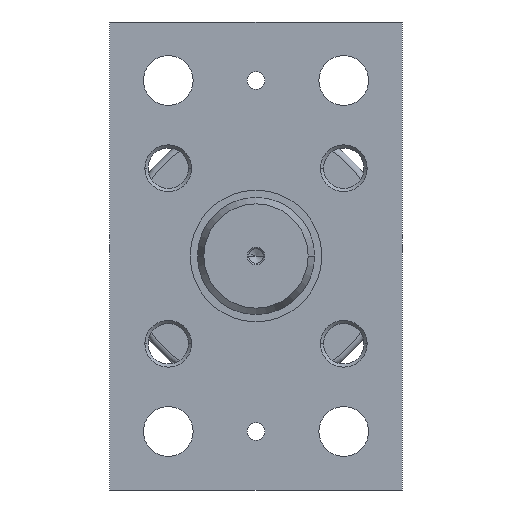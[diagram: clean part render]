
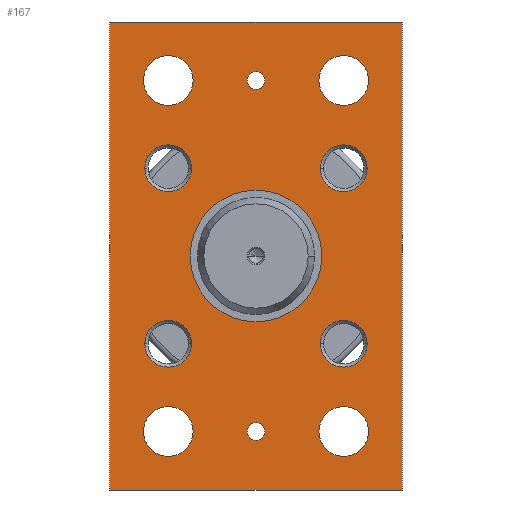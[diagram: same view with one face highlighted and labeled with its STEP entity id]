
A CAD part, left-side view. The second image highlights one B-rep face of the part: STEP entity #167.
In plain terms, the highlighted planar face has unit normal (-1, 0, 0).
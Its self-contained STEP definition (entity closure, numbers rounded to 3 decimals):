
#167=ADVANCED_FACE('',(#384,#385,#386,#387,#388,#389,#390,#391,#392,#393,#394,#395),#396,.F.);
#384=FACE_BOUND('',#650,.T.);
#385=FACE_BOUND('',#651,.T.);
#386=FACE_BOUND('',#652,.T.);
#387=FACE_BOUND('',#653,.T.);
#388=FACE_BOUND('',#654,.T.);
#389=FACE_BOUND('',#655,.T.);
#390=FACE_BOUND('',#656,.T.);
#391=FACE_BOUND('',#657,.T.);
#392=FACE_BOUND('',#658,.T.);
#393=FACE_BOUND('',#659,.T.);
#394=FACE_BOUND('',#660,.T.);
#395=FACE_OUTER_BOUND('',#661,.T.);
#396=PLANE('',#662);
#650=EDGE_LOOP('',(#1090,#1091));
#651=EDGE_LOOP('',(#1092,#1093));
#652=EDGE_LOOP('',(#1094,#1095));
#653=EDGE_LOOP('',(#1096,#1097));
#654=EDGE_LOOP('',(#1098,#1099));
#655=EDGE_LOOP('',(#1100,#1101));
#656=EDGE_LOOP('',(#1102,#1103));
#657=EDGE_LOOP('',(#1104,#1105));
#658=EDGE_LOOP('',(#1106,#1107));
#659=EDGE_LOOP('',(#1108,#1109));
#660=EDGE_LOOP('',(#1110,#1111));
#661=EDGE_LOOP('',(#1112,#1113,#1114,#1115));
#662=AXIS2_PLACEMENT_3D('',#1116,#1117,#1118);
#1090=ORIENTED_EDGE('',*,*,#1558,.T.);
#1091=ORIENTED_EDGE('',*,*,#1626,.T.);
#1092=ORIENTED_EDGE('',*,*,#1627,.T.);
#1093=ORIENTED_EDGE('',*,*,#1628,.T.);
#1094=ORIENTED_EDGE('',*,*,#1571,.T.);
#1095=ORIENTED_EDGE('',*,*,#1629,.T.);
#1096=ORIENTED_EDGE('',*,*,#1630,.T.);
#1097=ORIENTED_EDGE('',*,*,#1543,.T.);
#1098=ORIENTED_EDGE('',*,*,#1631,.T.);
#1099=ORIENTED_EDGE('',*,*,#1632,.T.);
#1100=ORIENTED_EDGE('',*,*,#1633,.T.);
#1101=ORIENTED_EDGE('',*,*,#1608,.T.);
#1102=ORIENTED_EDGE('',*,*,#1634,.T.);
#1103=ORIENTED_EDGE('',*,*,#1635,.T.);
#1104=ORIENTED_EDGE('',*,*,#1636,.T.);
#1105=ORIENTED_EDGE('',*,*,#1599,.T.);
#1106=ORIENTED_EDGE('',*,*,#1637,.T.);
#1107=ORIENTED_EDGE('',*,*,#1638,.T.);
#1108=ORIENTED_EDGE('',*,*,#1639,.T.);
#1109=ORIENTED_EDGE('',*,*,#1640,.T.);
#1110=ORIENTED_EDGE('',*,*,#1641,.T.);
#1111=ORIENTED_EDGE('',*,*,#1613,.T.);
#1112=ORIENTED_EDGE('',*,*,#1642,.T.);
#1113=ORIENTED_EDGE('',*,*,#1479,.T.);
#1114=ORIENTED_EDGE('',*,*,#1534,.T.);
#1115=ORIENTED_EDGE('',*,*,#1643,.T.);
#1116=CARTESIAN_POINT('',(-20.0,0.0,0.0));
#1117=DIRECTION('',(1.0,0.0,0.));
#1118=DIRECTION('',(0.,0.0,-1.0));
#1479=EDGE_CURVE('',#1747,#1745,#1748,.T.);
#1534=EDGE_CURVE('',#1745,#1839,#1841,.T.);
#1543=EDGE_CURVE('',#1855,#1853,#1856,.T.);
#1558=EDGE_CURVE('',#1874,#1878,#1880,.T.);
#1571=EDGE_CURVE('',#1894,#1898,#1900,.T.);
#1599=EDGE_CURVE('',#1945,#1947,#1949,.T.);
#1608=EDGE_CURVE('',#1958,#1960,#1962,.T.);
#1613=EDGE_CURVE('',#1965,#1969,#1971,.T.);
#1626=EDGE_CURVE('',#1878,#1874,#1986,.T.);
#1627=EDGE_CURVE('',#1987,#1988,#1989,.T.);
#1628=EDGE_CURVE('',#1988,#1987,#1990,.T.);
#1629=EDGE_CURVE('',#1898,#1894,#1991,.T.);
#1630=EDGE_CURVE('',#1853,#1855,#1992,.T.);
#1631=EDGE_CURVE('',#1993,#1994,#1995,.T.);
#1632=EDGE_CURVE('',#1994,#1993,#1996,.T.);
#1633=EDGE_CURVE('',#1960,#1958,#1997,.T.);
#1634=EDGE_CURVE('',#1998,#1999,#2000,.T.);
#1635=EDGE_CURVE('',#1999,#1998,#2001,.T.);
#1636=EDGE_CURVE('',#1947,#1945,#2002,.T.);
#1637=EDGE_CURVE('',#2003,#2004,#2005,.T.);
#1638=EDGE_CURVE('',#2004,#2003,#2006,.T.);
#1639=EDGE_CURVE('',#2007,#2008,#2009,.T.);
#1640=EDGE_CURVE('',#2008,#2007,#2010,.T.);
#1641=EDGE_CURVE('',#1969,#1965,#2011,.T.);
#1642=EDGE_CURVE('',#2012,#1747,#2013,.T.);
#1643=EDGE_CURVE('',#1839,#2012,#2014,.T.);
#1745=VERTEX_POINT('',#2121);
#1747=VERTEX_POINT('',#2124);
#1748=LINE('',#2125,#2126);
#1839=VERTEX_POINT('',#2231);
#1841=LINE('',#2234,#2235);
#1853=VERTEX_POINT('',#2248);
#1855=VERTEX_POINT('',#2251);
#1856=CIRCLE('',#2252,8.0);
#1874=VERTEX_POINT('',#2273);
#1878=VERTEX_POINT('',#2278);
#1880=CIRCLE('',#2281,8.0);
#1894=VERTEX_POINT('',#2297);
#1898=VERTEX_POINT('',#2302);
#1900=CIRCLE('',#2305,8.0);
#1945=VERTEX_POINT('',#2354);
#1947=VERTEX_POINT('',#2357);
#1949=CIRCLE('',#2360,8.5);
#1958=VERTEX_POINT('',#2371);
#1960=VERTEX_POINT('',#2374);
#1962=CIRCLE('',#2377,3.0);
#1965=VERTEX_POINT('',#2380);
#1969=VERTEX_POINT('',#2385);
#1971=CIRCLE('',#2388,22.5);
#1986=CIRCLE('',#2405,8.0);
#1987=VERTEX_POINT('',#2406);
#1988=VERTEX_POINT('',#2407);
#1989=CIRCLE('',#2408,8.0);
#1990=CIRCLE('',#2409,8.0);
#1991=CIRCLE('',#2410,8.0);
#1992=CIRCLE('',#2411,8.0);
#1993=VERTEX_POINT('',#2412);
#1994=VERTEX_POINT('',#2413);
#1995=CIRCLE('',#2414,3.0);
#1996=CIRCLE('',#2415,3.0);
#1997=CIRCLE('',#2416,3.0);
#1998=VERTEX_POINT('',#2417);
#1999=VERTEX_POINT('',#2418);
#2000=CIRCLE('',#2419,8.5);
#2001=CIRCLE('',#2420,8.5);
#2002=CIRCLE('',#2421,8.5);
#2003=VERTEX_POINT('',#2422);
#2004=VERTEX_POINT('',#2423);
#2005=CIRCLE('',#2424,8.5);
#2006=CIRCLE('',#2425,8.5);
#2007=VERTEX_POINT('',#2426);
#2008=VERTEX_POINT('',#2427);
#2009=CIRCLE('',#2428,8.5);
#2010=CIRCLE('',#2429,8.5);
#2011=CIRCLE('',#2430,22.5);
#2012=VERTEX_POINT('',#2431);
#2013=LINE('',#2432,#2433);
#2014=LINE('',#2434,#2435);
#2121=CARTESIAN_POINT('',(-20.0,-50.0,80.0));
#2124=CARTESIAN_POINT('',(-20.0,-50.0,-80.0));
#2125=CARTESIAN_POINT('',(-20.0,-50.0,0.0));
#2126=VECTOR('',#2558,1.0);
#2231=CARTESIAN_POINT('',(-20.0,50.0,80.0));
#2234=CARTESIAN_POINT('',(-20.0,0.0,80.0));
#2235=VECTOR('',#2658,1.0);
#2248=CARTESIAN_POINT('',(-20.0,-22.0,30.0));
#2251=CARTESIAN_POINT('',(-20.0,-38.0,30.0));
#2252=AXIS2_PLACEMENT_3D('',#2673,#2674,#2675);
#2273=CARTESIAN_POINT('',(-20.0,38.0,-30.0));
#2278=CARTESIAN_POINT('',(-20.0,22.0,-30.0));
#2281=AXIS2_PLACEMENT_3D('',#2699,#2700,#2701);
#2297=CARTESIAN_POINT('',(-20.0,38.0,30.0));
#2302=CARTESIAN_POINT('',(-20.0,22.0,30.0));
#2305=AXIS2_PLACEMENT_3D('',#2721,#2722,#2723);
#2354=CARTESIAN_POINT('',(-20.0,-30.0,-68.5));
#2357=CARTESIAN_POINT('',(-20.0,-30.0,-51.5));
#2360=AXIS2_PLACEMENT_3D('',#2784,#2785,#2786);
#2371=CARTESIAN_POINT('',(-20.0,0.,57.0));
#2374=CARTESIAN_POINT('',(-20.0,0.,63.0));
#2377=AXIS2_PLACEMENT_3D('',#2794,#2795,#2796);
#2380=CARTESIAN_POINT('',(-20.0,0.,-22.5));
#2385=CARTESIAN_POINT('',(-20.0,0.,22.5));
#2388=AXIS2_PLACEMENT_3D('',#2802,#2803,#2804);
#2405=AXIS2_PLACEMENT_3D('',#2822,#2823,#2824);
#2406=CARTESIAN_POINT('',(-20.0,-22.0,-30.0));
#2407=CARTESIAN_POINT('',(-20.0,-38.0,-30.0));
#2408=AXIS2_PLACEMENT_3D('',#2825,#2826,#2827);
#2409=AXIS2_PLACEMENT_3D('',#2828,#2829,#2830);
#2410=AXIS2_PLACEMENT_3D('',#2831,#2832,#2833);
#2411=AXIS2_PLACEMENT_3D('',#2834,#2835,#2836);
#2412=CARTESIAN_POINT('',(-20.0,0.,-57.0));
#2413=CARTESIAN_POINT('',(-20.0,0.,-63.0));
#2414=AXIS2_PLACEMENT_3D('',#2837,#2838,#2839);
#2415=AXIS2_PLACEMENT_3D('',#2840,#2841,#2842);
#2416=AXIS2_PLACEMENT_3D('',#2843,#2844,#2845);
#2417=CARTESIAN_POINT('',(-20.0,30.0,-51.5));
#2418=CARTESIAN_POINT('',(-20.0,30.0,-68.5));
#2419=AXIS2_PLACEMENT_3D('',#2846,#2847,#2848);
#2420=AXIS2_PLACEMENT_3D('',#2849,#2850,#2851);
#2421=AXIS2_PLACEMENT_3D('',#2852,#2853,#2854);
#2422=CARTESIAN_POINT('',(-20.0,30.0,68.5));
#2423=CARTESIAN_POINT('',(-20.0,30.0,51.5));
#2424=AXIS2_PLACEMENT_3D('',#2855,#2856,#2857);
#2425=AXIS2_PLACEMENT_3D('',#2858,#2859,#2860);
#2426=CARTESIAN_POINT('',(-20.0,-30.0,68.5));
#2427=CARTESIAN_POINT('',(-20.0,-30.0,51.5));
#2428=AXIS2_PLACEMENT_3D('',#2861,#2862,#2863);
#2429=AXIS2_PLACEMENT_3D('',#2864,#2865,#2866);
#2430=AXIS2_PLACEMENT_3D('',#2867,#2868,#2869);
#2431=CARTESIAN_POINT('',(-20.0,50.0,-80.0));
#2432=CARTESIAN_POINT('',(-20.0,0.0,-80.0));
#2433=VECTOR('',#2870,1.0);
#2434=CARTESIAN_POINT('',(-20.0,50.0,0.0));
#2435=VECTOR('',#2871,1.0);
#2558=DIRECTION('',(0.,0.0,1.0));
#2658=DIRECTION('',(0.0,1.0,0.0));
#2673=CARTESIAN_POINT('',(-20.0,-30.0,30.0));
#2674=DIRECTION('',(1.0,-0.0,0.));
#2675=DIRECTION('',(0.0,1.0,0.0));
#2699=CARTESIAN_POINT('',(-20.0,30.0,-30.0));
#2700=DIRECTION('',(1.0,-0.0,0.));
#2701=DIRECTION('',(0.0,1.0,0.0));
#2721=CARTESIAN_POINT('',(-20.0,30.0,30.0));
#2722=DIRECTION('',(1.0,-0.0,0.));
#2723=DIRECTION('',(0.0,1.0,0.0));
#2784=CARTESIAN_POINT('',(-20.0,-30.0,-60.0));
#2785=DIRECTION('',(1.0,0.0,0.));
#2786=DIRECTION('',(0.,0.0,-1.0));
#2794=CARTESIAN_POINT('',(-20.0,0.0,60.0));
#2795=DIRECTION('',(1.0,0.0,0.));
#2796=DIRECTION('',(0.,0.0,-1.0));
#2802=CARTESIAN_POINT('',(-20.0,0.0,0.0));
#2803=DIRECTION('',(1.0,0.0,0.));
#2804=DIRECTION('',(0.,0.0,-1.0));
#2822=CARTESIAN_POINT('',(-20.0,30.0,-30.0));
#2823=DIRECTION('',(1.0,-0.0,0.));
#2824=DIRECTION('',(0.0,1.0,0.0));
#2825=CARTESIAN_POINT('',(-20.0,-30.0,-30.0));
#2826=DIRECTION('',(1.0,-0.0,0.));
#2827=DIRECTION('',(0.0,1.0,0.0));
#2828=CARTESIAN_POINT('',(-20.0,-30.0,-30.0));
#2829=DIRECTION('',(1.0,-0.0,0.));
#2830=DIRECTION('',(0.0,1.0,0.0));
#2831=CARTESIAN_POINT('',(-20.0,30.0,30.0));
#2832=DIRECTION('',(1.0,-0.0,0.));
#2833=DIRECTION('',(0.0,1.0,0.0));
#2834=CARTESIAN_POINT('',(-20.0,-30.0,30.0));
#2835=DIRECTION('',(1.0,-0.0,0.));
#2836=DIRECTION('',(0.0,1.0,0.0));
#2837=CARTESIAN_POINT('',(-20.0,0.0,-60.0));
#2838=DIRECTION('',(1.0,0.0,0.));
#2839=DIRECTION('',(0.,0.0,-1.0));
#2840=CARTESIAN_POINT('',(-20.0,0.0,-60.0));
#2841=DIRECTION('',(1.0,0.0,0.));
#2842=DIRECTION('',(0.,0.0,-1.0));
#2843=CARTESIAN_POINT('',(-20.0,0.0,60.0));
#2844=DIRECTION('',(1.0,0.0,0.));
#2845=DIRECTION('',(0.,0.0,-1.0));
#2846=CARTESIAN_POINT('',(-20.0,30.0,-60.0));
#2847=DIRECTION('',(1.0,0.0,0.));
#2848=DIRECTION('',(0.,0.0,-1.0));
#2849=CARTESIAN_POINT('',(-20.0,30.0,-60.0));
#2850=DIRECTION('',(1.0,0.0,0.));
#2851=DIRECTION('',(0.,0.0,-1.0));
#2852=CARTESIAN_POINT('',(-20.0,-30.0,-60.0));
#2853=DIRECTION('',(1.0,0.0,0.));
#2854=DIRECTION('',(0.,0.0,-1.0));
#2855=CARTESIAN_POINT('',(-20.0,30.0,60.0));
#2856=DIRECTION('',(1.0,0.0,0.));
#2857=DIRECTION('',(0.,0.0,-1.0));
#2858=CARTESIAN_POINT('',(-20.0,30.0,60.0));
#2859=DIRECTION('',(1.0,0.0,0.));
#2860=DIRECTION('',(0.,0.0,-1.0));
#2861=CARTESIAN_POINT('',(-20.0,-30.0,60.0));
#2862=DIRECTION('',(1.0,0.0,0.));
#2863=DIRECTION('',(0.,0.0,-1.0));
#2864=CARTESIAN_POINT('',(-20.0,-30.0,60.0));
#2865=DIRECTION('',(1.0,0.0,0.));
#2866=DIRECTION('',(0.,0.0,-1.0));
#2867=CARTESIAN_POINT('',(-20.0,0.0,0.0));
#2868=DIRECTION('',(1.0,0.0,0.));
#2869=DIRECTION('',(0.,0.0,-1.0));
#2870=DIRECTION('',(0.0,-1.0,0.0));
#2871=DIRECTION('',(0.,0.0,-1.0));
